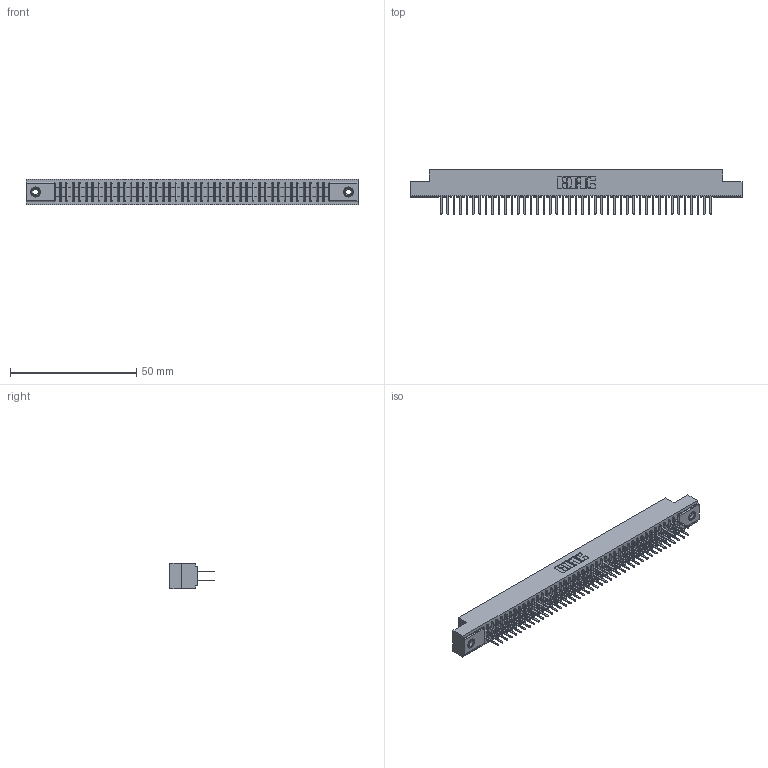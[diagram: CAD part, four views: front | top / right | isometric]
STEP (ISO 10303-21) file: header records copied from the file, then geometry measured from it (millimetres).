
FILE_DESCRIPTION (( 'STEP AP203' ), '1' );
FILE_NAME ('391-086-521-208.STEP', '2018-08-09T16:39:39', ( '' ), ( '' ), 'SwSTEP 2.0', 'SolidWorks 2016', '' );
FILE_SCHEMA (( 'CONFIG_CONTROL_DESIGN' ));
Length unit declared in the file: inch
Products named in the file (4): 341 Part_.156 (3.96) Dia Mounting Holes; 341-292-001_341-292-121; 345-250-001_345-250-003-102; 391-086-521-208
Assembly tree (89 placements, depth 2):
  391-086-521-208
    341 Part_.156 (3.96) Dia Mounting Holes
    341-292-001_341-292-121  x86
    345-250-001_345-250-003-102  x2
Bounding box: 131.44 x 17.7 x 10.16 mm (x, y, z)
Volume: 9766.1 mm3; surface area: 17765.1 mm2
Topology: 89 solids, 89 shells, 5852 faces, 16921 edges, 10954 vertices
Faces by surface type: plane 3540, cylinder 2124, sphere 88, torus 88, cone 12
Entity records: 53091 total; most frequent: CARTESIAN_POINT 8808, ORIENTED_EDGE 8746, DIRECTION 8557, EDGE_CURVE 4373, LINE 3531, VECTOR 3531, VERTEX_POINT 2764, AXIS2_PLACEMENT_3D 2513
